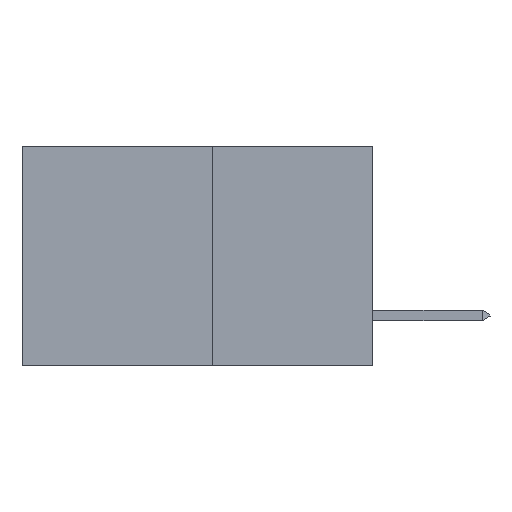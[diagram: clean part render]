
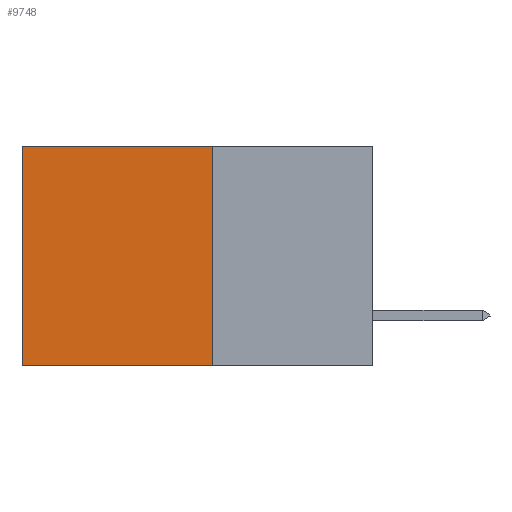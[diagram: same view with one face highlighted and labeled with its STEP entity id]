
A CAD part, left-side view. The second image highlights one B-rep face of the part: STEP entity #9748.
In plain terms, the highlighted planar face has unit normal (-1, 0, 0).
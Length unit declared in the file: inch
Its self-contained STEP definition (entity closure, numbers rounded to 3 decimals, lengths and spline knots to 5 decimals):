
#371 = DIRECTION ( 'NONE',  ( 0., 1., 0. ) ) ;
#1122 = CARTESIAN_POINT ( 'NONE',  ( 0.277, 0.59, 0. ) ) ;
#3109 = CARTESIAN_POINT ( 'NONE',  ( 0.277, 0.27, 0. ) ) ;
#3448 = VECTOR ( 'NONE', #14776, 39.37008 ) ;
#4747 = ORIENTED_EDGE ( 'NONE', *, *, #11100, .T. ) ;
#5076 = VERTEX_POINT ( 'NONE', #1122 ) ;
#5219 = CARTESIAN_POINT ( 'NONE',  ( 0.277, 0.27, -0.37 ) ) ;
#6141 = CARTESIAN_POINT ( 'NONE',  ( 0.277, 0.27, 0. ) ) ;
#7564 = LINE ( 'NONE', #15644, #26130 ) ;
#8282 = DIRECTION ( 'NONE',  ( 1., 0., 0. ) ) ;
#8356 = EDGE_CURVE ( 'NONE', #17318, #5076, #24410, .T. ) ;
#9748 = ADVANCED_FACE ( 'NONE', ( #15601 ), #24579, .F. ) ;
#11016 = EDGE_CURVE ( 'NONE', #17318, #12853, #29947, .T. ) ;
#11100 = EDGE_CURVE ( 'NONE', #5076, #26048, #7564, .T. ) ;
#12853 = VERTEX_POINT ( 'NONE', #24495 ) ;
#12911 = VECTOR ( 'NONE', #371, 39.37008 ) ;
#13057 = VECTOR ( 'NONE', #27413, 39.37008 ) ;
#13359 = CARTESIAN_POINT ( 'NONE',  ( 0.277, 0.59, -0.37 ) ) ;
#13569 = AXIS2_PLACEMENT_3D ( 'NONE', #27816, #8282, #18755 ) ;
#14070 = EDGE_CURVE ( 'NONE', #12853, #26048, #25784, .T. ) ;
#14776 = DIRECTION ( 'NONE',  ( 0., 0., -1. ) ) ;
#15601 = FACE_OUTER_BOUND ( 'NONE', #24382, .T. ) ;
#15644 = CARTESIAN_POINT ( 'NONE',  ( 0.277, 0.59, -0.37 ) ) ;
#16887 = DIRECTION ( 'NONE',  ( 0., 0., -1. ) ) ;
#17318 = VERTEX_POINT ( 'NONE', #3109 ) ;
#18755 = DIRECTION ( 'NONE',  ( 0., 0., -1. ) ) ;
#21318 = CARTESIAN_POINT ( 'NONE',  ( 0.277, 0.27, -0.37 ) ) ;
#22071 = ORIENTED_EDGE ( 'NONE', *, *, #11016, .F. ) ;
#22688 = ORIENTED_EDGE ( 'NONE', *, *, #14070, .F. ) ;
#24382 = EDGE_LOOP ( 'NONE', ( #4747, #22688, #22071, #28616 ) ) ;
#24410 = LINE ( 'NONE', #6141, #13057 ) ;
#24495 = CARTESIAN_POINT ( 'NONE',  ( 0.277, 0.27, -0.37 ) ) ;
#24579 = PLANE ( 'NONE',  #13569 ) ;
#25784 = LINE ( 'NONE', #5219, #12911 ) ;
#26048 = VERTEX_POINT ( 'NONE', #13359 ) ;
#26130 = VECTOR ( 'NONE', #16887, 39.37008 ) ;
#27413 = DIRECTION ( 'NONE',  ( 0., 1., 0. ) ) ;
#27816 = CARTESIAN_POINT ( 'NONE',  ( 0.277, 0.27, -0.37 ) ) ;
#28616 = ORIENTED_EDGE ( 'NONE', *, *, #8356, .T. ) ;
#29947 = LINE ( 'NONE', #21318, #3448 ) ;
